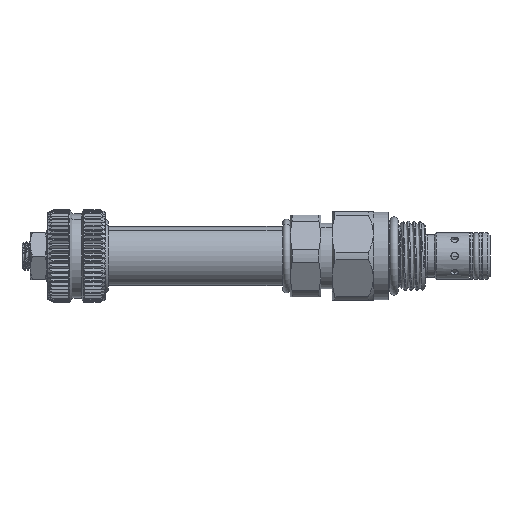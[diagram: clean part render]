
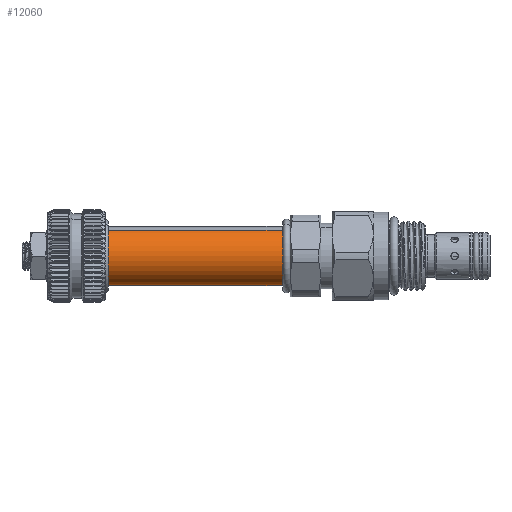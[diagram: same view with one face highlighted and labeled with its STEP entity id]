
A CAD part, front view. The second image highlights one B-rep face of the part: STEP entity #12060.
In plain terms, the highlighted cylindrical face has radius 8 mm (diameter 16 mm), a partial arc.
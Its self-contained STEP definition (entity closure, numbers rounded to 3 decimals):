
#608 = DIRECTION ( 'NONE',  ( 1., 0., 0. ) ) ;
#1155 = CARTESIAN_POINT ( 'NONE',  ( -61.562, 4., -6.928 ) ) ;
#3234 = VERTEX_POINT ( 'NONE', #48302 ) ;
#3383 = DIRECTION ( 'NONE',  ( 1., 0., 0. ) ) ;
#4159 = LINE ( 'NONE', #44038, #33312 ) ;
#5629 = DIRECTION ( 'NONE',  ( -1., 0., 0. ) ) ;
#7769 = FACE_OUTER_BOUND ( 'NONE', #22413, .T. ) ;
#8659 = ORIENTED_EDGE ( 'NONE', *, *, #43196, .T. ) ;
#10977 = VERTEX_POINT ( 'NONE', #11599 ) ;
#11599 = CARTESIAN_POINT ( 'NONE',  ( -12.758, 4., -6.928 ) ) ;
#12060 = ADVANCED_FACE ( 'NONE', ( #7769 ), #39973, .T. ) ;
#13618 = CIRCLE ( 'NONE', #49264, 8. ) ;
#14716 = CARTESIAN_POINT ( 'NONE',  ( -12.758, 0., 0. ) ) ;
#16627 = DIRECTION ( 'NONE',  ( 0., 1., 0. ) ) ;
#16928 = LINE ( 'NONE', #42182, #35975 ) ;
#18013 = ORIENTED_EDGE ( 'NONE', *, *, #37463, .F. ) ;
#18814 = ORIENTED_EDGE ( 'NONE', *, *, #26561, .F. ) ;
#18843 = CARTESIAN_POINT ( 'NONE',  ( -61.562, -4., 6.928 ) ) ;
#20924 = AXIS2_PLACEMENT_3D ( 'NONE', #14716, #3383, #48948 ) ;
#21521 = AXIS2_PLACEMENT_3D ( 'NONE', #28509, #44140, #36490 ) ;
#22413 = EDGE_LOOP ( 'NONE', ( #18013, #18814, #8659, #29595 ) ) ;
#24557 = DIRECTION ( 'NONE',  ( 1., 0., 0. ) ) ;
#26561 = EDGE_CURVE ( 'NONE', #33385, #34793, #13618, .T. ) ;
#27923 = CARTESIAN_POINT ( 'NONE',  ( -61.562, 0., 0. ) ) ;
#28509 = CARTESIAN_POINT ( 'NONE',  ( -71.6, 0., 0. ) ) ;
#29595 = ORIENTED_EDGE ( 'NONE', *, *, #39897, .F. ) ;
#33312 = VECTOR ( 'NONE', #24557, 1000. ) ;
#33385 = VERTEX_POINT ( 'NONE', #1155 ) ;
#34793 = VERTEX_POINT ( 'NONE', #18843 ) ;
#35975 = VECTOR ( 'NONE', #608, 1000. ) ;
#36490 = DIRECTION ( 'NONE',  ( 0., 0.5, -0.866 ) ) ;
#37463 = EDGE_CURVE ( 'NONE', #34793, #3234, #16928, .T. ) ;
#37705 = CIRCLE ( 'NONE', #20924, 8. ) ;
#39897 = EDGE_CURVE ( 'NONE', #3234, #10977, #37705, .T. ) ;
#39973 = CYLINDRICAL_SURFACE ( 'NONE', #21521, 8. ) ;
#42182 = CARTESIAN_POINT ( 'NONE',  ( -71.6, -4., 6.928 ) ) ;
#43196 = EDGE_CURVE ( 'NONE', #33385, #10977, #4159, .T. ) ;
#44038 = CARTESIAN_POINT ( 'NONE',  ( -71.6, 4., -6.928 ) ) ;
#44140 = DIRECTION ( 'NONE',  ( 1., 0., 0. ) ) ;
#48302 = CARTESIAN_POINT ( 'NONE',  ( -12.758, -4., 6.928 ) ) ;
#48948 = DIRECTION ( 'NONE',  ( 0., -1., 0. ) ) ;
#49264 = AXIS2_PLACEMENT_3D ( 'NONE', #27923, #5629, #16627 ) ;
